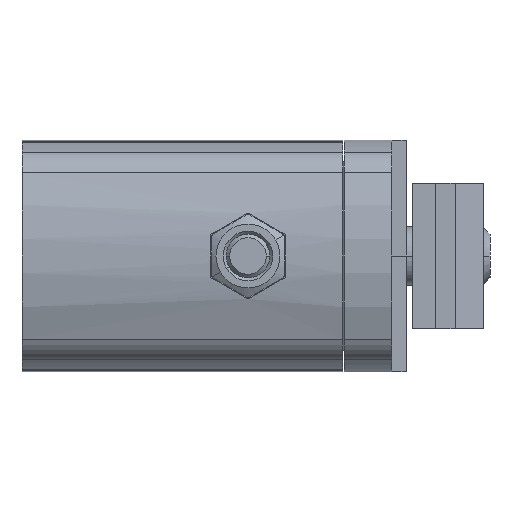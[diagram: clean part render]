
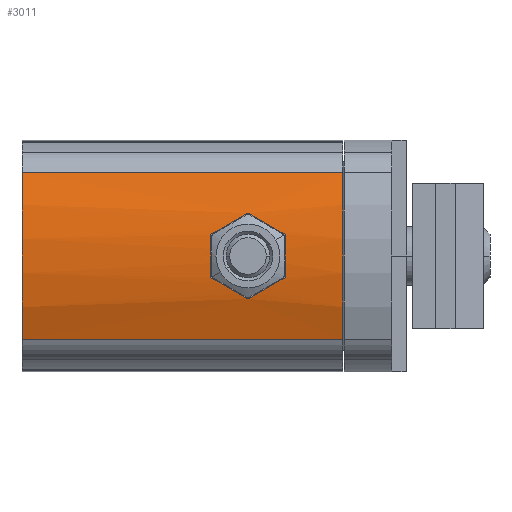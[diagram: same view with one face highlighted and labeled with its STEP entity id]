
A CAD part, left-side view. The second image highlights one B-rep face of the part: STEP entity #3011.
In plain terms, the highlighted cylindrical face has radius 30 mm (diameter 60 mm), a partial arc.
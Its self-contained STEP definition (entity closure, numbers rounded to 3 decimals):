
#69=ELLIPSE('',#3281,60.,30.);
#70=ELLIPSE('',#3282,60.,30.);
#71=ELLIPSE('',#3284,60.,30.);
#72=ELLIPSE('',#3285,60.,30.);
#91=FACE_BOUND('',#416,.T.);
#133=CYLINDRICAL_SURFACE('',#3279,30.);
#235=FACE_OUTER_BOUND('',#415,.T.);
#415=EDGE_LOOP('',(#2342,#2343,#2344,#2345));
#416=EDGE_LOOP('',(#2346,#2347,#2348,#2349,#2350,#2351));
#657=LINE('',#4775,#929);
#658=LINE('',#4776,#930);
#929=VECTOR('',#3879,44.);
#930=VECTOR('',#3880,44.);
#1142=CIRCLE('',#3262,30.);
#1149=CIRCLE('',#3270,30.);
#1158=CIRCLE('',#3280,30.);
#1159=CIRCLE('',#3283,30.);
#1333=VERTEX_POINT('',#4720);
#1334=VERTEX_POINT('',#4722);
#1343=VERTEX_POINT('',#4741);
#1344=VERTEX_POINT('',#4743);
#1359=VERTEX_POINT('',#4777);
#1360=VERTEX_POINT('',#4778);
#1361=VERTEX_POINT('',#4780);
#1362=VERTEX_POINT('',#4782);
#1363=VERTEX_POINT('',#4784);
#1364=VERTEX_POINT('',#4786);
#1689=EDGE_CURVE('',#1333,#1334,#1142,.T.);
#1699=EDGE_CURVE('',#1343,#1344,#1149,.T.);
#1715=EDGE_CURVE('',#1333,#1344,#657,.T.);
#1716=EDGE_CURVE('',#1334,#1343,#658,.T.);
#1717=EDGE_CURVE('',#1359,#1360,#1158,.T.);
#1718=EDGE_CURVE('',#1361,#1359,#69,.T.);
#1719=EDGE_CURVE('',#1361,#1362,#70,.T.);
#1720=EDGE_CURVE('',#1362,#1363,#1159,.T.);
#1721=EDGE_CURVE('',#1363,#1364,#71,.T.);
#1722=EDGE_CURVE('',#1360,#1364,#72,.T.);
#2342=ORIENTED_EDGE('',*,*,#1689,.F.);
#2343=ORIENTED_EDGE('',*,*,#1715,.T.);
#2344=ORIENTED_EDGE('',*,*,#1699,.F.);
#2345=ORIENTED_EDGE('',*,*,#1716,.F.);
#2346=ORIENTED_EDGE('',*,*,#1717,.F.);
#2347=ORIENTED_EDGE('',*,*,#1718,.F.);
#2348=ORIENTED_EDGE('',*,*,#1719,.T.);
#2349=ORIENTED_EDGE('',*,*,#1720,.T.);
#2350=ORIENTED_EDGE('',*,*,#1721,.T.);
#2351=ORIENTED_EDGE('',*,*,#1722,.F.);
#3011=ADVANCED_FACE('',(#235,#91),#133,.T.);
#3262=AXIS2_PLACEMENT_3D('',#4723,#3833,#3834);
#3270=AXIS2_PLACEMENT_3D('',#4744,#3852,#3853);
#3279=AXIS2_PLACEMENT_3D('',#4774,#3877,#3878);
#3280=AXIS2_PLACEMENT_3D('',#4779,#3881,#3882);
#3281=AXIS2_PLACEMENT_3D('',#4781,#3883,#3884);
#3282=AXIS2_PLACEMENT_3D('',#4783,#3885,#3886);
#3283=AXIS2_PLACEMENT_3D('',#4785,#3887,#3888);
#3284=AXIS2_PLACEMENT_3D('',#4787,#3889,#3890);
#3285=AXIS2_PLACEMENT_3D('',#4788,#3891,#3892);
#3833=DIRECTION('center_axis',(0.,-1.,0.));
#3834=DIRECTION('ref_axis',(-0.924,0.,0.384));
#3852=DIRECTION('center_axis',(0.,1.,0.));
#3853=DIRECTION('ref_axis',(-0.924,0.,-0.384));
#3877=DIRECTION('center_axis',(0.,1.,0.));
#3878=DIRECTION('ref_axis',(0.,0.,-1.));
#3879=DIRECTION('',(0.,1.,0.));
#3880=DIRECTION('',(0.,1.,0.));
#3881=DIRECTION('center_axis',(0.,1.,0.));
#3882=DIRECTION('ref_axis',(-0.995,0.,-0.098));
#3883=DIRECTION('center_axis',(0.,0.5,0.866));
#3884=DIRECTION('ref_axis',(0.,0.866,-0.5));
#3885=DIRECTION('center_axis',(0.,0.5,-0.866));
#3886=DIRECTION('ref_axis',(0.,-0.866,-0.5));
#3887=DIRECTION('center_axis',(0.,1.,0.));
#3888=DIRECTION('ref_axis',(-0.995,0.,-0.098));
#3889=DIRECTION('center_axis',(0.,0.5,0.866));
#3890=DIRECTION('ref_axis',(0.,-0.866,0.5));
#3891=DIRECTION('center_axis',(0.,0.5,-0.866));
#3892=DIRECTION('ref_axis',(0.,0.866,0.5));
#4720=CARTESIAN_POINT('',(-14.206,6.7,11.506));
#4722=CARTESIAN_POINT('',(-14.206,6.7,-11.506));
#4723=CARTESIAN_POINT('Origin',(13.5,6.7,0.));
#4741=CARTESIAN_POINT('',(-14.206,50.7,-11.506));
#4743=CARTESIAN_POINT('',(-14.206,50.7,11.506));
#4744=CARTESIAN_POINT('Origin',(13.5,50.7,0.));
#4774=CARTESIAN_POINT('Origin',(13.5,50.7,0.));
#4775=CARTESIAN_POINT('',(-14.206,6.7,11.506));
#4776=CARTESIAN_POINT('',(-14.206,6.7,-11.506));
#4777=CARTESIAN_POINT('',(-16.355,14.6,-2.944));
#4778=CARTESIAN_POINT('',(-16.355,14.6,2.944));
#4779=CARTESIAN_POINT('Origin',(13.5,14.6,0.));
#4780=CARTESIAN_POINT('',(-15.916,19.7,-5.889));
#4781=CARTESIAN_POINT('Origin',(13.5,9.5,0.));
#4782=CARTESIAN_POINT('',(-16.355,24.8,-2.944));
#4783=CARTESIAN_POINT('Origin',(13.5,29.9,0.));
#4784=CARTESIAN_POINT('',(-16.355,24.8,2.944));
#4785=CARTESIAN_POINT('Origin',(13.5,24.8,0.));
#4786=CARTESIAN_POINT('',(-15.916,19.7,5.889));
#4787=CARTESIAN_POINT('Origin',(13.5,29.9,0.));
#4788=CARTESIAN_POINT('Origin',(13.5,9.5,0.));
